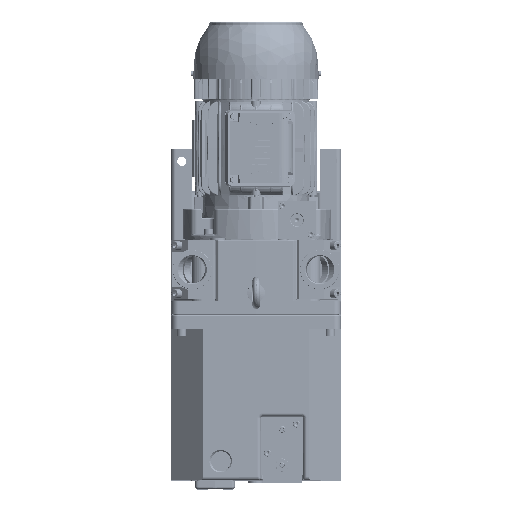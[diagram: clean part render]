
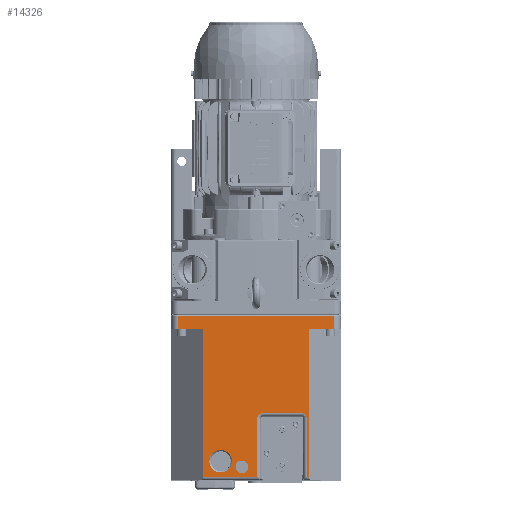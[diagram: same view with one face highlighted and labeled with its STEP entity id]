
A CAD part, top view. The second image highlights one B-rep face of the part: STEP entity #14326.
In plain terms, the highlighted planar face has unit normal (0, 0, 1).
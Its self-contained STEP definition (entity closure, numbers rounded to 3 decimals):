
#5941=FACE_BOUND('',#28086,.T.);
#5942=FACE_BOUND('',#28087,.T.);
#5943=FACE_BOUND('',#28088,.T.);
#14326=ADVANCED_FACE('',(#5941,#5942,#5943),#17125,.T.);
#17125=PLANE('',#97209);
#28086=EDGE_LOOP('',(#55531));
#28087=EDGE_LOOP('',(#55532));
#28088=EDGE_LOOP('',(#55533,#55534,#55535,#55536,#55537,#55538,#55539,#55540,
#55541,#55542,#55543,#55544,#55545,#55546));
#30992=CIRCLE('',#96926,16.);
#31088=CIRCLE('',#97146,7.5);
#31093=CIRCLE('',#97154,7.5);
#31124=CIRCLE('',#97208,9.);
#55531=ORIENTED_EDGE('',*,*,#76010,.T.);
#55532=ORIENTED_EDGE('',*,*,#76376,.T.);
#55533=ORIENTED_EDGE('',*,*,#76377,.F.);
#55534=ORIENTED_EDGE('',*,*,#76046,.F.);
#55535=ORIENTED_EDGE('',*,*,#75815,.F.);
#55536=ORIENTED_EDGE('',*,*,#76262,.F.);
#55537=ORIENTED_EDGE('',*,*,#76270,.F.);
#55538=ORIENTED_EDGE('',*,*,#76282,.F.);
#55539=ORIENTED_EDGE('',*,*,#76286,.F.);
#55540=ORIENTED_EDGE('',*,*,#76283,.F.);
#55541=ORIENTED_EDGE('',*,*,#76276,.F.);
#55542=ORIENTED_EDGE('',*,*,#76272,.F.);
#55543=ORIENTED_EDGE('',*,*,#76289,.F.);
#55544=ORIENTED_EDGE('',*,*,#75903,.T.);
#55545=ORIENTED_EDGE('',*,*,#76043,.F.);
#55546=ORIENTED_EDGE('',*,*,#76378,.F.);
#63689=VERTEX_POINT('',#179613);
#63690=VERTEX_POINT('',#179615);
#63751=VERTEX_POINT('',#179783);
#63752=VERTEX_POINT('',#179785);
#63829=VERTEX_POINT('',#180012);
#63862=VERTEX_POINT('',#180147);
#63864=VERTEX_POINT('',#180153);
#63971=VERTEX_POINT('',#180630);
#63976=VERTEX_POINT('',#180663);
#63977=VERTEX_POINT('',#180673);
#63979=VERTEX_POINT('',#180676);
#63982=VERTEX_POINT('',#180684);
#63985=VERTEX_POINT('',#180699);
#63986=VERTEX_POINT('',#180703);
#64027=VERTEX_POINT('',#181085);
#64028=VERTEX_POINT('',#181087);
#75815=EDGE_CURVE('',#63690,#63689,#82487,.T.);
#75903=EDGE_CURVE('',#63752,#63751,#82573,.T.);
#76010=EDGE_CURVE('',#63829,#63829,#30992,.T.);
#76043=EDGE_CURVE('',#63862,#63751,#82651,.T.);
#76046=EDGE_CURVE('',#63689,#63864,#82653,.T.);
#76262=EDGE_CURVE('',#63971,#63690,#82780,.T.);
#76270=EDGE_CURVE('',#63976,#63971,#82785,.T.);
#76272=EDGE_CURVE('',#63977,#63979,#82786,.T.);
#76276=EDGE_CURVE('',#63979,#63982,#31088,.T.);
#76282=EDGE_CURVE('',#63985,#63976,#82790,.T.);
#76283=EDGE_CURVE('',#63982,#63986,#82791,.T.);
#76286=EDGE_CURVE('',#63986,#63985,#31093,.T.);
#76289=EDGE_CURVE('',#63752,#63977,#82793,.T.);
#76376=EDGE_CURVE('',#64027,#64027,#31124,.T.);
#76377=EDGE_CURVE('',#63864,#64028,#82844,.T.);
#76378=EDGE_CURVE('',#64028,#63862,#82845,.T.);
#82487=LINE('',#179616,#88922);
#82573=LINE('',#179784,#89008);
#82651=LINE('',#180149,#89086);
#82653=LINE('',#180154,#89088);
#82780=LINE('',#180631,#89215);
#82785=LINE('',#180664,#89220);
#82786=LINE('',#180675,#89221);
#82790=LINE('',#180700,#89225);
#82791=LINE('',#180702,#89226);
#82793=LINE('',#180753,#89228);
#82844=LINE('',#181086,#89279);
#82845=LINE('',#181088,#89280);
#88922=VECTOR('',#118307,1.);
#89008=VECTOR('',#118435,1.);
#89086=VECTOR('',#118755,1.);
#89088=VECTOR('',#118761,1.);
#89215=VECTOR('',#119240,1.);
#89220=VECTOR('',#119251,1.);
#89221=VECTOR('',#119254,1.);
#89225=VECTOR('',#119272,1.);
#89226=VECTOR('',#119275,1.);
#89228=VECTOR('',#119287,1.);
#89279=VECTOR('',#119442,1.);
#89280=VECTOR('',#119443,1.);
#96926=AXIS2_PLACEMENT_3D('',#180011,#118670,#118671);
#97146=AXIS2_PLACEMENT_3D('',#180683,#119261,#119262);
#97154=AXIS2_PLACEMENT_3D('',#180708,#119281,#119282);
#97208=AXIS2_PLACEMENT_3D('',#181084,#119440,#119441);
#97209=AXIS2_PLACEMENT_3D('',#181089,#119444,#119445);
#118307=DIRECTION('',(-1.,0.,0.));
#118435=DIRECTION('',(0.,1.,0.));
#118670=DIRECTION('',(0.,0.,-1.));
#118671=DIRECTION('',(-1.,0.,0.));
#118755=DIRECTION('',(-1.,0.,0.));
#118761=DIRECTION('',(0.,1.,0.));
#119240=DIRECTION('',(0.,1.,0.));
#119251=DIRECTION('',(-1.,0.,0.));
#119254=DIRECTION('',(0.,1.,0.));
#119261=DIRECTION('',(0.,0.,1.));
#119262=DIRECTION('',(0.707,0.707,0.));
#119272=DIRECTION('',(0.,-1.,0.));
#119275=DIRECTION('',(-1.,0.,0.));
#119281=DIRECTION('',(0.,0.,1.));
#119282=DIRECTION('',(-0.707,0.707,0.));
#119287=DIRECTION('',(-1.,0.,0.));
#119440=DIRECTION('',(0.,0.,-1.));
#119441=DIRECTION('',(-1.,0.,0.));
#119442=DIRECTION('',(1.,0.,0.));
#119443=DIRECTION('',(0.,-1.,0.));
#119444=DIRECTION('',(0.,0.,1.));
#119445=DIRECTION('',(0.,1.,0.));
#179613=CARTESIAN_POINT('',(-110.,-74.,145.));
#179615=CARTESIAN_POINT('',(-75.,-74.,145.));
#179616=CARTESIAN_POINT('',(-75.,-74.,145.));
#179783=CARTESIAN_POINT('',(75.,-74.,145.));
#179784=CARTESIAN_POINT('',(75.,-283.,145.));
#179785=CARTESIAN_POINT('',(75.,-283.,145.));
#180011=CARTESIAN_POINT('',(-50.,-261.,145.));
#180012=CARTESIAN_POINT('',(-66.,-261.,145.));
#180147=CARTESIAN_POINT('',(110.,-74.,145.));
#180149=CARTESIAN_POINT('',(110.,-74.,145.));
#180153=CARTESIAN_POINT('',(-110.,-56.009,145.));
#180154=CARTESIAN_POINT('',(-110.,-74.,145.));
#180630=CARTESIAN_POINT('',(-75.,-283.,145.));
#180631=CARTESIAN_POINT('',(-75.,-283.,145.));
#180663=CARTESIAN_POINT('',(2.,-283.,145.));
#180664=CARTESIAN_POINT('',(2.,-283.,145.));
#180673=CARTESIAN_POINT('',(72.,-283.,145.));
#180675=CARTESIAN_POINT('',(72.,-283.,145.));
#180676=CARTESIAN_POINT('',(72.,-200.5,145.));
#180683=CARTESIAN_POINT('',(64.5,-200.5,145.));
#180684=CARTESIAN_POINT('',(64.5,-193.,145.));
#180699=CARTESIAN_POINT('',(2.,-200.5,145.));
#180700=CARTESIAN_POINT('',(2.,-200.5,145.));
#180702=CARTESIAN_POINT('',(64.5,-193.,145.));
#180703=CARTESIAN_POINT('',(9.5,-193.,145.));
#180708=CARTESIAN_POINT('',(9.5,-200.5,145.));
#180753=CARTESIAN_POINT('',(75.,-283.,145.));
#181084=CARTESIAN_POINT('',(-20.,-269.,145.));
#181085=CARTESIAN_POINT('',(-29.,-269.,145.));
#181086=CARTESIAN_POINT('',(-110.,-56.009,145.));
#181087=CARTESIAN_POINT('',(110.,-56.009,145.));
#181088=CARTESIAN_POINT('',(110.,-56.009,145.));
#181089=CARTESIAN_POINT('',(-120.,-54.,145.));
